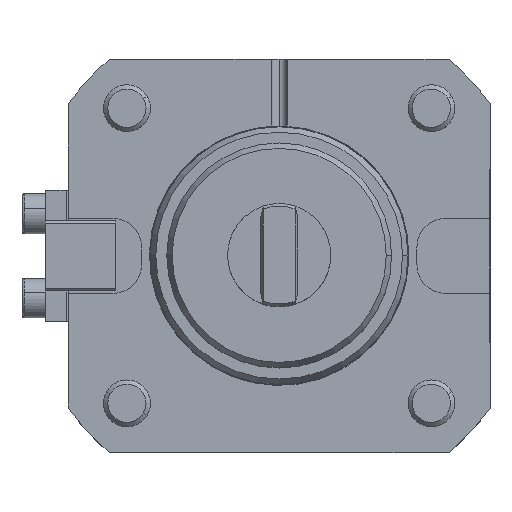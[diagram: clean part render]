
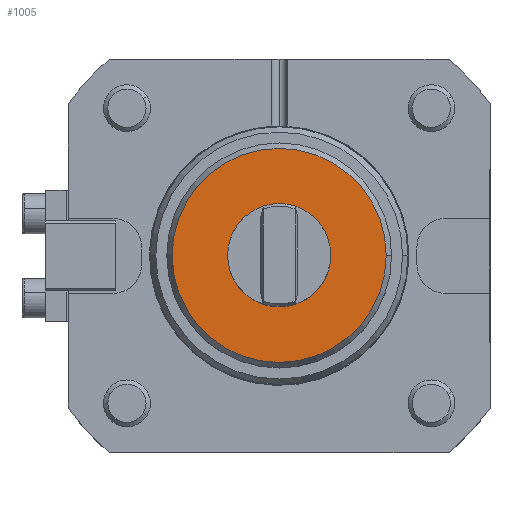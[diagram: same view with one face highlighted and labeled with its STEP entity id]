
A CAD part, top view. The second image highlights one B-rep face of the part: STEP entity #1005.
In plain terms, the highlighted planar face has unit normal (0, 0, 1).
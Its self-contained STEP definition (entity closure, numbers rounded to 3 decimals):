
#935=CARTESIAN_POINT('',(-22.845,-0.,53.));
#936=VERTEX_POINT('',#935);
#943=CARTESIAN_POINT('',(22.845,-0.,53.));
#944=VERTEX_POINT('',#943);
#945=CARTESIAN_POINT('',(0.,-0.,53.));
#946=DIRECTION('',(-0.,0.,-1.));
#947=DIRECTION('',(-1.,0.,0.));
#948=AXIS2_PLACEMENT_3D('',#945,#946,#947);
#949=CIRCLE('',#948,22.845);
#950=EDGE_CURVE('',#936,#944,#949,.T.);
#970=CARTESIAN_POINT('',(12.,-0.,53.));
#971=DIRECTION('',(0.,-0.,1.));
#972=DIRECTION('',(-0.,-1.,-0.));
#973=AXIS2_PLACEMENT_3D('',#970,#971,#972);
#974=PLANE('',#973);
#975=ORIENTED_EDGE('',*,*,#950,.F.);
#976=CARTESIAN_POINT('',(0.,-0.,53.));
#977=DIRECTION('',(-0.,0.,-1.));
#978=DIRECTION('',(-1.,0.,0.));
#979=AXIS2_PLACEMENT_3D('',#976,#977,#978);
#980=CIRCLE('',#979,22.845);
#981=EDGE_CURVE('',#944,#936,#980,.T.);
#982=ORIENTED_EDGE('',*,*,#981,.F.);
#983=EDGE_LOOP('',(#975,#982));
#984=FACE_BOUND('',#983,.T.);
#985=CARTESIAN_POINT('',(11.,0.,53.));
#986=VERTEX_POINT('',#985);
#987=CARTESIAN_POINT('',(-11.,-0.,53.));
#988=VERTEX_POINT('',#987);
#989=CARTESIAN_POINT('',(-0.,-0.,53.));
#990=DIRECTION('',(-0.,0.,-1.));
#991=DIRECTION('',(-1.,-0.,0.));
#992=AXIS2_PLACEMENT_3D('',#989,#990,#991);
#993=CIRCLE('',#992,11.);
#994=EDGE_CURVE('',#986,#988,#993,.T.);
#995=ORIENTED_EDGE('',*,*,#994,.T.);
#996=CARTESIAN_POINT('',(-0.,-0.,53.));
#997=DIRECTION('',(-0.,0.,-1.));
#998=DIRECTION('',(-1.,-0.,0.));
#999=AXIS2_PLACEMENT_3D('',#996,#997,#998);
#1000=CIRCLE('',#999,11.);
#1001=EDGE_CURVE('',#988,#986,#1000,.T.);
#1002=ORIENTED_EDGE('',*,*,#1001,.T.);
#1003=EDGE_LOOP('',(#995,#1002));
#1004=FACE_BOUND('',#1003,.T.);
#1005=ADVANCED_FACE('',(#984,#1004),#974,.T.);
